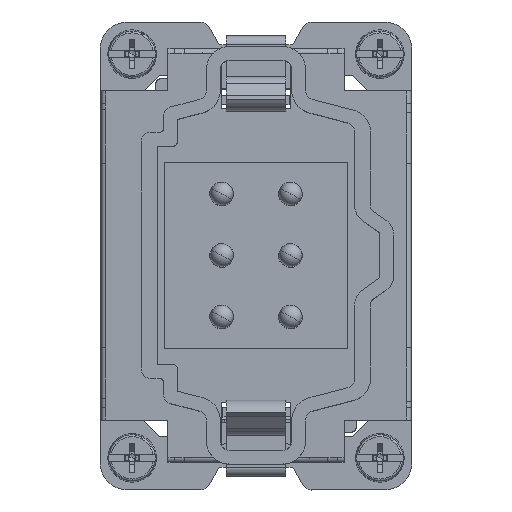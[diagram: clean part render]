
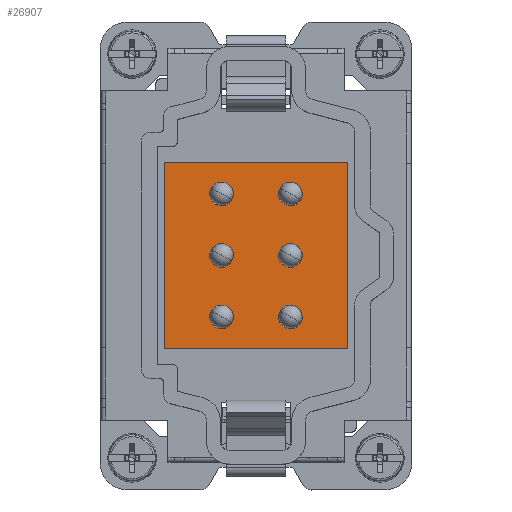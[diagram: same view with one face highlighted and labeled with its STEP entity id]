
A CAD part, top view. The second image highlights one B-rep face of the part: STEP entity #26907.
In plain terms, the highlighted planar face has unit normal (0, 0, 1).
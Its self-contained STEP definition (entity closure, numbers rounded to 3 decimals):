
#26781=AXIS2_PLACEMENT_3D('Plane Axis2P3D',#26778,#26779,#26780) ;
#26801=AXIS2_PLACEMENT_3D('Circle Axis2P3D',#26799,#26800,$) ;
#26810=AXIS2_PLACEMENT_3D('Circle Axis2P3D',#26808,#26809,$) ;
#26819=AXIS2_PLACEMENT_3D('Circle Axis2P3D',#26817,#26818,$) ;
#26828=AXIS2_PLACEMENT_3D('Circle Axis2P3D',#26826,#26827,$) ;
#26837=AXIS2_PLACEMENT_3D('Circle Axis2P3D',#26835,#26836,$) ;
#26846=AXIS2_PLACEMENT_3D('Circle Axis2P3D',#26844,#26845,$) ;
#26855=AXIS2_PLACEMENT_3D('Circle Axis2P3D',#26853,#26854,$) ;
#26864=AXIS2_PLACEMENT_3D('Circle Axis2P3D',#26862,#26863,$) ;
#26873=AXIS2_PLACEMENT_3D('Circle Axis2P3D',#26871,#26872,$) ;
#26882=AXIS2_PLACEMENT_3D('Circle Axis2P3D',#26880,#26881,$) ;
#26891=AXIS2_PLACEMENT_3D('Circle Axis2P3D',#26889,#26890,$) ;
#26900=AXIS2_PLACEMENT_3D('Circle Axis2P3D',#26898,#26899,$) ;
#21393=CARTESIAN_POINT('Vertex',(27.,15.502,19.5)) ;
#21396=CARTESIAN_POINT('Line Origine',(27.,15.464,19.5)) ;
#21400=CARTESIAN_POINT('Vertex',(27.,15.425,19.5)) ;
#21420=CARTESIAN_POINT('Line Origine',(17.,15.425,19.5)) ;
#21424=CARTESIAN_POINT('Vertex',(7.,15.425,19.5)) ;
#21444=CARTESIAN_POINT('Line Origine',(7.,15.464,19.5)) ;
#21448=CARTESIAN_POINT('Vertex',(7.,15.502,19.5)) ;
#21463=CARTESIAN_POINT('Line Origine',(7.,15.552,19.5)) ;
#21467=CARTESIAN_POINT('Vertex',(7.,15.602,19.5)) ;
#21482=CARTESIAN_POINT('Line Origine',(7.,18.902,19.5)) ;
#21486=CARTESIAN_POINT('Vertex',(7.,22.202,19.5)) ;
#21501=CARTESIAN_POINT('Line Origine',(7.,28.852,19.5)) ;
#21505=CARTESIAN_POINT('Vertex',(7.,35.502,19.5)) ;
#21520=CARTESIAN_POINT('Line Origine',(7.,35.552,19.5)) ;
#21524=CARTESIAN_POINT('Vertex',(7.,35.602,19.5)) ;
#21539=CARTESIAN_POINT('Line Origine',(7.,35.64,19.5)) ;
#21543=CARTESIAN_POINT('Vertex',(7.,35.678,19.5)) ;
#21563=CARTESIAN_POINT('Line Origine',(17.,35.678,19.5)) ;
#21567=CARTESIAN_POINT('Vertex',(27.,35.678,19.5)) ;
#21582=CARTESIAN_POINT('Line Origine',(27.,35.64,19.5)) ;
#21586=CARTESIAN_POINT('Vertex',(27.,35.602,19.5)) ;
#21601=CARTESIAN_POINT('Line Origine',(27.,35.552,19.5)) ;
#21605=CARTESIAN_POINT('Vertex',(27.,35.502,19.5)) ;
#21620=CARTESIAN_POINT('Line Origine',(27.,28.852,19.5)) ;
#21624=CARTESIAN_POINT('Vertex',(27.,22.202,19.5)) ;
#21639=CARTESIAN_POINT('Line Origine',(27.,18.902,19.5)) ;
#21643=CARTESIAN_POINT('Vertex',(27.,15.602,19.5)) ;
#21658=CARTESIAN_POINT('Line Origine',(27.,15.552,19.5)) ;
#26778=CARTESIAN_POINT('Axis2P3D Location',(27.,32.252,19.5)) ;
#26799=CARTESIAN_POINT('Axis2P3D Location',(20.75,25.552,19.5)) ;
#26803=CARTESIAN_POINT('Vertex',(19.609,24.928,19.5)) ;
#26805=CARTESIAN_POINT('Vertex',(21.891,26.175,19.5)) ;
#26808=CARTESIAN_POINT('Axis2P3D Location',(20.75,25.552,19.5)) ;
#26817=CARTESIAN_POINT('Axis2P3D Location',(13.25,18.852,19.5)) ;
#26821=CARTESIAN_POINT('Vertex',(14.391,19.475,19.5)) ;
#26823=CARTESIAN_POINT('Vertex',(12.109,18.228,19.5)) ;
#26826=CARTESIAN_POINT('Axis2P3D Location',(13.25,18.852,19.5)) ;
#26835=CARTESIAN_POINT('Axis2P3D Location',(13.25,32.252,19.5)) ;
#26839=CARTESIAN_POINT('Vertex',(14.391,32.875,19.5)) ;
#26841=CARTESIAN_POINT('Vertex',(12.109,31.628,19.5)) ;
#26844=CARTESIAN_POINT('Axis2P3D Location',(13.25,32.252,19.5)) ;
#26853=CARTESIAN_POINT('Axis2P3D Location',(13.25,25.552,19.5)) ;
#26857=CARTESIAN_POINT('Vertex',(14.391,26.175,19.5)) ;
#26859=CARTESIAN_POINT('Vertex',(12.109,24.928,19.5)) ;
#26862=CARTESIAN_POINT('Axis2P3D Location',(13.25,25.552,19.5)) ;
#26871=CARTESIAN_POINT('Axis2P3D Location',(20.75,18.852,19.5)) ;
#26875=CARTESIAN_POINT('Vertex',(21.891,19.475,19.5)) ;
#26877=CARTESIAN_POINT('Vertex',(19.609,18.228,19.5)) ;
#26880=CARTESIAN_POINT('Axis2P3D Location',(20.75,18.852,19.5)) ;
#26889=CARTESIAN_POINT('Axis2P3D Location',(20.75,32.252,19.5)) ;
#26893=CARTESIAN_POINT('Vertex',(21.891,32.875,19.5)) ;
#26895=CARTESIAN_POINT('Vertex',(19.609,31.628,19.5)) ;
#26898=CARTESIAN_POINT('Axis2P3D Location',(20.75,32.252,19.5)) ;
#21397=DIRECTION('Vector Direction',(0.,1.,0.)) ;
#21421=DIRECTION('Vector Direction',(1.,0.,0.)) ;
#21445=DIRECTION('Vector Direction',(0.,-1.,0.)) ;
#21464=DIRECTION('Vector Direction',(0.,-1.,0.)) ;
#21483=DIRECTION('Vector Direction',(0.,-1.,0.)) ;
#21502=DIRECTION('Vector Direction',(0.,-1.,0.)) ;
#21521=DIRECTION('Vector Direction',(0.,-1.,0.)) ;
#21540=DIRECTION('Vector Direction',(0.,-1.,0.)) ;
#21564=DIRECTION('Vector Direction',(-1.,0.,0.)) ;
#21583=DIRECTION('Vector Direction',(0.,1.,0.)) ;
#21602=DIRECTION('Vector Direction',(0.,1.,0.)) ;
#21621=DIRECTION('Vector Direction',(0.,1.,0.)) ;
#21640=DIRECTION('Vector Direction',(0.,1.,0.)) ;
#21659=DIRECTION('Vector Direction',(0.,1.,0.)) ;
#26779=DIRECTION('Axis2P3D Direction',(0.,0.,-1.)) ;
#26780=DIRECTION('Axis2P3D XDirection',(-1.,0.,0.)) ;
#26800=DIRECTION('Axis2P3D Direction',(0.,0.,-1.)) ;
#26809=DIRECTION('Axis2P3D Direction',(0.,0.,-1.)) ;
#26818=DIRECTION('Axis2P3D Direction',(0.,0.,-1.)) ;
#26827=DIRECTION('Axis2P3D Direction',(0.,0.,-1.)) ;
#26836=DIRECTION('Axis2P3D Direction',(0.,0.,-1.)) ;
#26845=DIRECTION('Axis2P3D Direction',(0.,0.,-1.)) ;
#26854=DIRECTION('Axis2P3D Direction',(0.,0.,-1.)) ;
#26863=DIRECTION('Axis2P3D Direction',(0.,0.,-1.)) ;
#26872=DIRECTION('Axis2P3D Direction',(0.,0.,-1.)) ;
#26881=DIRECTION('Axis2P3D Direction',(0.,0.,-1.)) ;
#26890=DIRECTION('Axis2P3D Direction',(0.,0.,-1.)) ;
#26899=DIRECTION('Axis2P3D Direction',(0.,0.,-1.)) ;
#21398=VECTOR('Line Direction',#21397,1.) ;
#21422=VECTOR('Line Direction',#21421,1.) ;
#21446=VECTOR('Line Direction',#21445,1.) ;
#21465=VECTOR('Line Direction',#21464,1.) ;
#21484=VECTOR('Line Direction',#21483,1.) ;
#21503=VECTOR('Line Direction',#21502,1.) ;
#21522=VECTOR('Line Direction',#21521,1.) ;
#21541=VECTOR('Line Direction',#21540,1.) ;
#21565=VECTOR('Line Direction',#21564,1.) ;
#21584=VECTOR('Line Direction',#21583,1.) ;
#21603=VECTOR('Line Direction',#21602,1.) ;
#21622=VECTOR('Line Direction',#21621,1.) ;
#21641=VECTOR('Line Direction',#21640,1.) ;
#21660=VECTOR('Line Direction',#21659,1.) ;
#26784=ORIENTED_EDGE('',*,*,#21426,.T.) ;
#26785=ORIENTED_EDGE('',*,*,#21402,.T.) ;
#26786=ORIENTED_EDGE('',*,*,#21662,.T.) ;
#26787=ORIENTED_EDGE('',*,*,#21645,.T.) ;
#26788=ORIENTED_EDGE('',*,*,#21626,.T.) ;
#26789=ORIENTED_EDGE('',*,*,#21607,.T.) ;
#26790=ORIENTED_EDGE('',*,*,#21588,.T.) ;
#26791=ORIENTED_EDGE('',*,*,#21569,.T.) ;
#26792=ORIENTED_EDGE('',*,*,#21545,.T.) ;
#26793=ORIENTED_EDGE('',*,*,#21526,.T.) ;
#26794=ORIENTED_EDGE('',*,*,#21507,.T.) ;
#26795=ORIENTED_EDGE('',*,*,#21488,.T.) ;
#26796=ORIENTED_EDGE('',*,*,#21469,.T.) ;
#26797=ORIENTED_EDGE('',*,*,#21450,.T.) ;
#26814=ORIENTED_EDGE('',*,*,#26807,.T.) ;
#26815=ORIENTED_EDGE('',*,*,#26812,.T.) ;
#26832=ORIENTED_EDGE('',*,*,#26825,.T.) ;
#26833=ORIENTED_EDGE('',*,*,#26830,.T.) ;
#26850=ORIENTED_EDGE('',*,*,#26843,.T.) ;
#26851=ORIENTED_EDGE('',*,*,#26848,.T.) ;
#26868=ORIENTED_EDGE('',*,*,#26861,.T.) ;
#26869=ORIENTED_EDGE('',*,*,#26866,.T.) ;
#26886=ORIENTED_EDGE('',*,*,#26879,.T.) ;
#26887=ORIENTED_EDGE('',*,*,#26884,.T.) ;
#26904=ORIENTED_EDGE('',*,*,#26897,.T.) ;
#26905=ORIENTED_EDGE('',*,*,#26902,.T.) ;
#26816=FACE_BOUND('',#26813,.T.) ;
#26834=FACE_BOUND('',#26831,.T.) ;
#26852=FACE_BOUND('',#26849,.T.) ;
#26870=FACE_BOUND('',#26867,.T.) ;
#26888=FACE_BOUND('',#26885,.T.) ;
#26906=FACE_BOUND('',#26903,.T.) ;
#26907=ADVANCED_FACE('Hauptk\X2\00F6\X0\rper',(#26798,#26816,#26834,#26852,#26870,#26888,#26906),#26782,.F.) ;
#26802=CIRCLE('generated circle',#26801,1.3) ;
#26811=CIRCLE('generated circle',#26810,1.3) ;
#26820=CIRCLE('generated circle',#26819,1.3) ;
#26829=CIRCLE('generated circle',#26828,1.3) ;
#26838=CIRCLE('generated circle',#26837,1.3) ;
#26847=CIRCLE('generated circle',#26846,1.3) ;
#26856=CIRCLE('generated circle',#26855,1.3) ;
#26865=CIRCLE('generated circle',#26864,1.3) ;
#26874=CIRCLE('generated circle',#26873,1.3) ;
#26883=CIRCLE('generated circle',#26882,1.3) ;
#26892=CIRCLE('generated circle',#26891,1.3) ;
#26901=CIRCLE('generated circle',#26900,1.3) ;
#21402=EDGE_CURVE('',#21401,#21394,#21399,.T.) ;
#21426=EDGE_CURVE('',#21425,#21401,#21423,.T.) ;
#21450=EDGE_CURVE('',#21449,#21425,#21447,.T.) ;
#21469=EDGE_CURVE('',#21468,#21449,#21466,.T.) ;
#21488=EDGE_CURVE('',#21487,#21468,#21485,.T.) ;
#21507=EDGE_CURVE('',#21506,#21487,#21504,.T.) ;
#21526=EDGE_CURVE('',#21525,#21506,#21523,.T.) ;
#21545=EDGE_CURVE('',#21544,#21525,#21542,.T.) ;
#21569=EDGE_CURVE('',#21568,#21544,#21566,.T.) ;
#21588=EDGE_CURVE('',#21587,#21568,#21585,.T.) ;
#21607=EDGE_CURVE('',#21606,#21587,#21604,.T.) ;
#21626=EDGE_CURVE('',#21625,#21606,#21623,.T.) ;
#21645=EDGE_CURVE('',#21644,#21625,#21642,.T.) ;
#21662=EDGE_CURVE('',#21394,#21644,#21661,.T.) ;
#26807=EDGE_CURVE('',#26804,#26806,#26802,.T.) ;
#26812=EDGE_CURVE('',#26806,#26804,#26811,.T.) ;
#26825=EDGE_CURVE('',#26822,#26824,#26820,.T.) ;
#26830=EDGE_CURVE('',#26824,#26822,#26829,.T.) ;
#26843=EDGE_CURVE('',#26840,#26842,#26838,.T.) ;
#26848=EDGE_CURVE('',#26842,#26840,#26847,.T.) ;
#26861=EDGE_CURVE('',#26858,#26860,#26856,.T.) ;
#26866=EDGE_CURVE('',#26860,#26858,#26865,.T.) ;
#26879=EDGE_CURVE('',#26876,#26878,#26874,.T.) ;
#26884=EDGE_CURVE('',#26878,#26876,#26883,.T.) ;
#26897=EDGE_CURVE('',#26894,#26896,#26892,.T.) ;
#26902=EDGE_CURVE('',#26896,#26894,#26901,.T.) ;
#26783=EDGE_LOOP('',(#26784,#26785,#26786,#26787,#26788,#26789,#26790,#26791,#26792,#26793,#26794,#26795,#26796,#26797)) ;
#26813=EDGE_LOOP('',(#26814,#26815)) ;
#26831=EDGE_LOOP('',(#26832,#26833)) ;
#26849=EDGE_LOOP('',(#26850,#26851)) ;
#26867=EDGE_LOOP('',(#26868,#26869)) ;
#26885=EDGE_LOOP('',(#26886,#26887)) ;
#26903=EDGE_LOOP('',(#26904,#26905)) ;
#26798=FACE_OUTER_BOUND('',#26783,.T.) ;
#21399=LINE('Line',#21396,#21398) ;
#21423=LINE('Line',#21420,#21422) ;
#21447=LINE('Line',#21444,#21446) ;
#21466=LINE('Line',#21463,#21465) ;
#21485=LINE('Line',#21482,#21484) ;
#21504=LINE('Line',#21501,#21503) ;
#21523=LINE('Line',#21520,#21522) ;
#21542=LINE('Line',#21539,#21541) ;
#21566=LINE('Line',#21563,#21565) ;
#21585=LINE('Line',#21582,#21584) ;
#21604=LINE('Line',#21601,#21603) ;
#21623=LINE('Line',#21620,#21622) ;
#21642=LINE('Line',#21639,#21641) ;
#21661=LINE('Line',#21658,#21660) ;
#26782=PLANE('',#26781) ;
#21394=VERTEX_POINT('',#21393) ;
#21401=VERTEX_POINT('',#21400) ;
#21425=VERTEX_POINT('',#21424) ;
#21449=VERTEX_POINT('',#21448) ;
#21468=VERTEX_POINT('',#21467) ;
#21487=VERTEX_POINT('',#21486) ;
#21506=VERTEX_POINT('',#21505) ;
#21525=VERTEX_POINT('',#21524) ;
#21544=VERTEX_POINT('',#21543) ;
#21568=VERTEX_POINT('',#21567) ;
#21587=VERTEX_POINT('',#21586) ;
#21606=VERTEX_POINT('',#21605) ;
#21625=VERTEX_POINT('',#21624) ;
#21644=VERTEX_POINT('',#21643) ;
#26804=VERTEX_POINT('',#26803) ;
#26806=VERTEX_POINT('',#26805) ;
#26822=VERTEX_POINT('',#26821) ;
#26824=VERTEX_POINT('',#26823) ;
#26840=VERTEX_POINT('',#26839) ;
#26842=VERTEX_POINT('',#26841) ;
#26858=VERTEX_POINT('',#26857) ;
#26860=VERTEX_POINT('',#26859) ;
#26876=VERTEX_POINT('',#26875) ;
#26878=VERTEX_POINT('',#26877) ;
#26894=VERTEX_POINT('',#26893) ;
#26896=VERTEX_POINT('',#26895) ;
